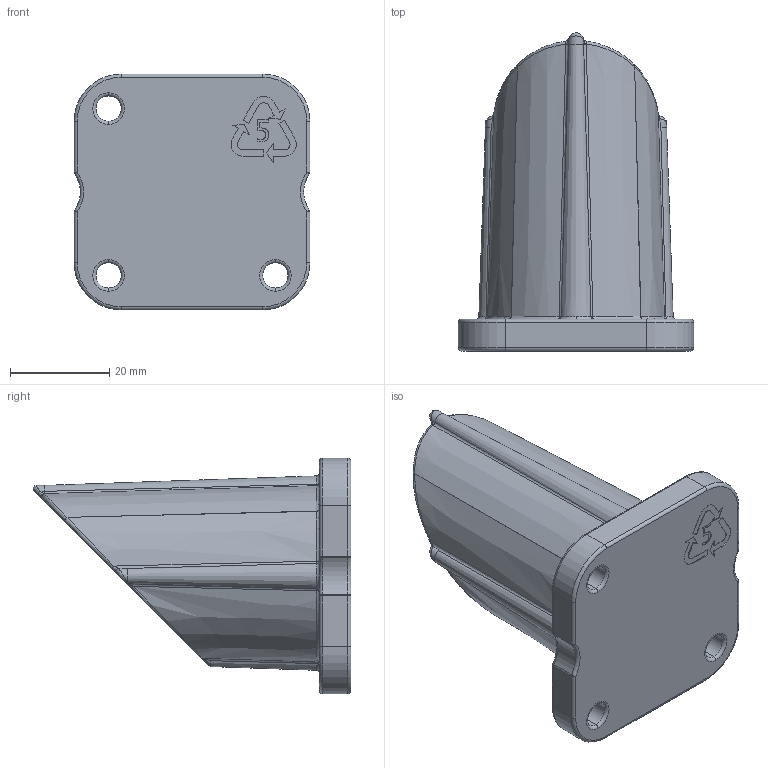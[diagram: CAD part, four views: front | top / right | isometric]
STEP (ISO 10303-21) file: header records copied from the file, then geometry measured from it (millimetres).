
FILE_DESCRIPTION (( 'STEP AP214' ), '1' );
FILE_NAME ('am-4274 Tower Goal Foot r4.STEP', '2020-09-09T19:14:54', ( '' ), ( '' ), 'SwSTEP 2.0', 'SolidWorks 2019', '' );
FILE_SCHEMA (( 'AUTOMOTIVE_DESIGN' ));
Length unit declared in the file: inch
Products named in the file (1): am-4274 Tower Goal Foot r4
Bounding box: 47.62 x 64.17 x 47.62 mm (x, y, z)
Volume: 27425.9 mm3; surface area: 13714.1 mm2
Topology: 1 solids, 1 shells, 208 faces, 511 edges, 289 vertices
Faces by surface type: bspline 64, plane 47, cylinder 39, torus 32, sphere 18, cone 8
Entity records: 8697 total; most frequent: CARTESIAN_POINT 4277, ORIENTED_EDGE 978, DIRECTION 839, EDGE_CURVE 489, AXIS2_PLACEMENT_3D 339, VERTEX_POINT 289, EDGE_LOOP 220, FACE_OUTER_BOUND 208
